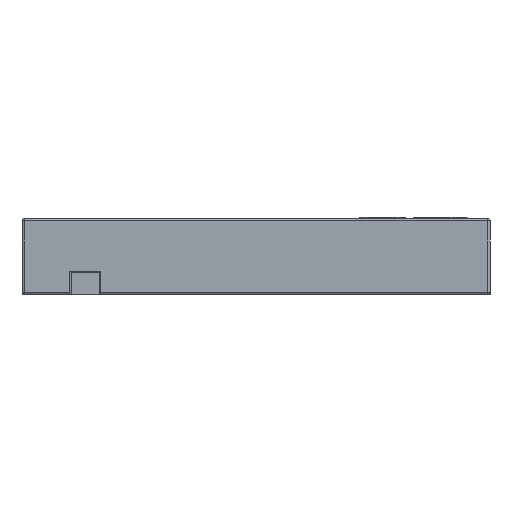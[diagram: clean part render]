
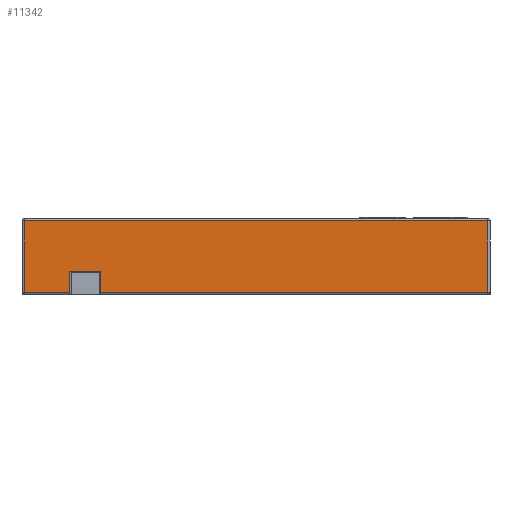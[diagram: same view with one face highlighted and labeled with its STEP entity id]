
A CAD part, front view. The second image highlights one B-rep face of the part: STEP entity #11342.
In plain terms, the highlighted planar face has unit normal (0, -1, 0).
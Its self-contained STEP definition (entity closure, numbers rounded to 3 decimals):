
#267 = LINE ( 'NONE', #4076, #11865 ) ;
#350 = DIRECTION ( 'NONE',  ( -1., 0., 0. ) ) ;
#1362 = CARTESIAN_POINT ( 'NONE',  ( -1.98, -2., 0.65 ) ) ;
#1489 = ORIENTED_EDGE ( 'NONE', *, *, #4495, .T. ) ;
#1996 = VERTEX_POINT ( 'NONE', #3320 ) ;
#2061 = VERTEX_POINT ( 'NONE', #3409 ) ;
#2120 = CARTESIAN_POINT ( 'NONE',  ( -1.59, -2., 0.02 ) ) ;
#2622 = CARTESIAN_POINT ( 'NONE',  ( 2., -2., 0.63 ) ) ;
#2715 = VECTOR ( 'NONE', #3627, 1000. ) ;
#2854 = DIRECTION ( 'NONE',  ( 1., 0., 0. ) ) ;
#2864 = EDGE_CURVE ( 'NONE', #7260, #10586, #9987, .T. ) ;
#3320 = CARTESIAN_POINT ( 'NONE',  ( -1.33, -2., 0.02 ) ) ;
#3406 = CARTESIAN_POINT ( 'NONE',  ( -1.33, -2., 0.2 ) ) ;
#3409 = CARTESIAN_POINT ( 'NONE',  ( -1.33, -2., 0.2 ) ) ;
#3413 = CARTESIAN_POINT ( 'NONE',  ( 0., -2., 0.2 ) ) ;
#3495 = ORIENTED_EDGE ( 'NONE', *, *, #5610, .F. ) ;
#3513 = CARTESIAN_POINT ( 'NONE',  ( -1.98, -2., 0.63 ) ) ;
#3627 = DIRECTION ( 'NONE',  ( 0., 0., -1. ) ) ;
#4076 = CARTESIAN_POINT ( 'NONE',  ( 2., -2., 0.02 ) ) ;
#4255 = ORIENTED_EDGE ( 'NONE', *, *, #11823, .F. ) ;
#4495 = EDGE_CURVE ( 'NONE', #2061, #1996, #14650, .T. ) ;
#4496 = CARTESIAN_POINT ( 'NONE',  ( 2., -2., 0.02 ) ) ;
#4514 = EDGE_CURVE ( 'NONE', #10586, #13245, #12099, .T. ) ;
#4684 = ORIENTED_EDGE ( 'NONE', *, *, #16112, .F. ) ;
#4806 = EDGE_LOOP ( 'NONE', ( #10165, #4684, #1489, #3495, #14200, #16054, #4255, #15595 ) ) ;
#4809 = VECTOR ( 'NONE', #9588, 1000. ) ;
#5153 = VERTEX_POINT ( 'NONE', #3513 ) ;
#5610 = EDGE_CURVE ( 'NONE', #14642, #1996, #267, .T. ) ;
#6069 = VECTOR ( 'NONE', #6682, 1000. ) ;
#6175 = CARTESIAN_POINT ( 'NONE',  ( 2., -2., 0.65 ) ) ;
#6269 = LINE ( 'NONE', #3413, #10205 ) ;
#6682 = DIRECTION ( 'NONE',  ( 0., 0., 1. ) ) ;
#7260 = VERTEX_POINT ( 'NONE', #10074 ) ;
#7272 = LINE ( 'NONE', #16006, #14869 ) ;
#8510 = DIRECTION ( 'NONE',  ( 0., 0., -1. ) ) ;
#9034 = LINE ( 'NONE', #2622, #13541 ) ;
#9588 = DIRECTION ( 'NONE',  ( -1., 0., 0. ) ) ;
#9804 = AXIS2_PLACEMENT_3D ( 'NONE', #6175, #16403, #11065 ) ;
#9844 = EDGE_CURVE ( 'NONE', #11305, #14642, #7272, .T. ) ;
#9921 = PLANE ( 'NONE',  #9804 ) ;
#9987 = LINE ( 'NONE', #15046, #2715 ) ;
#10074 = CARTESIAN_POINT ( 'NONE',  ( -1.59, -2., 0.2 ) ) ;
#10165 = ORIENTED_EDGE ( 'NONE', *, *, #2864, .F. ) ;
#10205 = VECTOR ( 'NONE', #11339, 1000. ) ;
#10586 = VERTEX_POINT ( 'NONE', #2120 ) ;
#10712 = CARTESIAN_POINT ( 'NONE',  ( 1.98, -2., 0.02 ) ) ;
#11065 = DIRECTION ( 'NONE',  ( 0., 0., -1. ) ) ;
#11305 = VERTEX_POINT ( 'NONE', #15029 ) ;
#11339 = DIRECTION ( 'NONE',  ( -1., 0., 0. ) ) ;
#11342 = ADVANCED_FACE ( 'NONE', ( #13498 ), #9921, .F. ) ;
#11823 = EDGE_CURVE ( 'NONE', #13245, #5153, #15509, .T. ) ;
#11865 = VECTOR ( 'NONE', #350, 1000. ) ;
#12099 = LINE ( 'NONE', #4496, #4809 ) ;
#12226 = CARTESIAN_POINT ( 'NONE',  ( -1.98, -2., 0.02 ) ) ;
#13245 = VERTEX_POINT ( 'NONE', #12226 ) ;
#13498 = FACE_OUTER_BOUND ( 'NONE', #4806, .T. ) ;
#13541 = VECTOR ( 'NONE', #2854, 1000. ) ;
#13608 = DIRECTION ( 'NONE',  ( 0., 0., -1. ) ) ;
#13890 = VECTOR ( 'NONE', #8510, 1000. ) ;
#14019 = EDGE_CURVE ( 'NONE', #5153, #11305, #9034, .T. ) ;
#14200 = ORIENTED_EDGE ( 'NONE', *, *, #9844, .F. ) ;
#14642 = VERTEX_POINT ( 'NONE', #10712 ) ;
#14650 = LINE ( 'NONE', #3406, #13890 ) ;
#14869 = VECTOR ( 'NONE', #13608, 1000. ) ;
#15029 = CARTESIAN_POINT ( 'NONE',  ( 1.98, -2., 0.63 ) ) ;
#15046 = CARTESIAN_POINT ( 'NONE',  ( -1.59, -2., 0.2 ) ) ;
#15509 = LINE ( 'NONE', #1362, #6069 ) ;
#15595 = ORIENTED_EDGE ( 'NONE', *, *, #4514, .F. ) ;
#16006 = CARTESIAN_POINT ( 'NONE',  ( 1.98, -2., 0.65 ) ) ;
#16054 = ORIENTED_EDGE ( 'NONE', *, *, #14019, .F. ) ;
#16112 = EDGE_CURVE ( 'NONE', #2061, #7260, #6269, .T. ) ;
#16403 = DIRECTION ( 'NONE',  ( 0., 1., 0. ) ) ;
